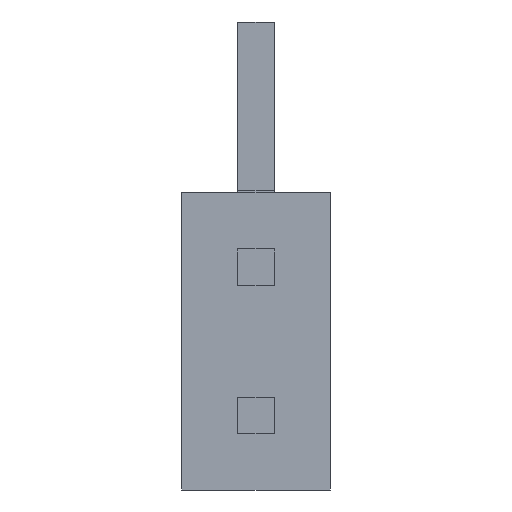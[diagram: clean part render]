
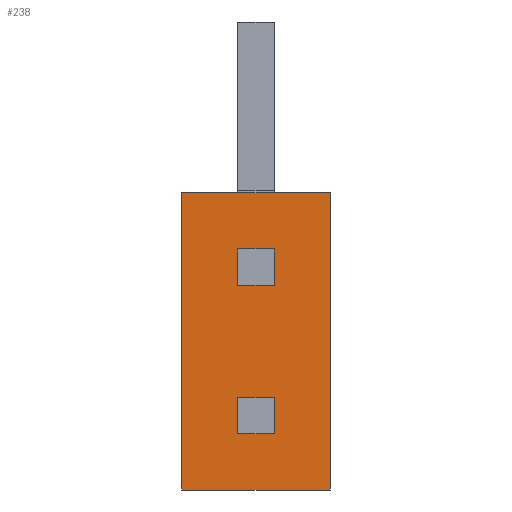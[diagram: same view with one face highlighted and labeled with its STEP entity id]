
A CAD part, front view. The second image highlights one B-rep face of the part: STEP entity #238.
In plain terms, the highlighted planar face has unit normal (0, -1, 0).
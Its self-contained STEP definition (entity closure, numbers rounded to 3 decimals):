
#238=ADVANCED_FACE('',(#530,#532,#534),#536,.T.);
#530=FACE_BOUND('',#531,.T.);
#531=EDGE_LOOP('',(#746,#747,#748,#749));
#532=FACE_BOUND('',#533,.T.);
#533=EDGE_LOOP('',(#750,#751,#752,#753));
#534=FACE_BOUND('',#535,.T.);
#535=EDGE_LOOP('',(#754,#755,#756,#757));
#536=PLANE('',#537);
#537=AXIS2_PLACEMENT_3D('',#538,#539,#540);
#538=CARTESIAN_POINT('',(0.,-7.35,-8.));
#539=DIRECTION('',(0.,-1.,0.));
#540=DIRECTION('',(0.,0.,1.));
#746=ORIENTED_EDGE('',*,*,#852,.T.);
#747=ORIENTED_EDGE('',*,*,#859,.T.);
#748=ORIENTED_EDGE('',*,*,#858,.F.);
#749=ORIENTED_EDGE('',*,*,#855,.F.);
#750=ORIENTED_EDGE('',*,*,#876,.T.);
#751=ORIENTED_EDGE('',*,*,#877,.F.);
#752=ORIENTED_EDGE('',*,*,#878,.F.);
#753=ORIENTED_EDGE('',*,*,#879,.T.);
#754=ORIENTED_EDGE('',*,*,#880,.F.);
#755=ORIENTED_EDGE('',*,*,#881,.T.);
#756=ORIENTED_EDGE('',*,*,#882,.T.);
#757=ORIENTED_EDGE('',*,*,#883,.F.);
#852=EDGE_CURVE('',#964,#965,#966,.T.);
#855=EDGE_CURVE('',#964,#969,#970,.T.);
#858=EDGE_CURVE('',#969,#972,#974,.T.);
#859=EDGE_CURVE('',#965,#972,#975,.T.);
#876=EDGE_CURVE('',#1004,#1005,#1006,.T.);
#877=EDGE_CURVE('',#1007,#1005,#1008,.T.);
#878=EDGE_CURVE('',#1009,#1007,#1010,.T.);
#879=EDGE_CURVE('',#1009,#1004,#1011,.T.);
#880=EDGE_CURVE('',#1012,#1013,#1014,.T.);
#881=EDGE_CURVE('',#1012,#1015,#1016,.T.);
#882=EDGE_CURVE('',#1015,#1017,#1018,.T.);
#883=EDGE_CURVE('',#1013,#1017,#1019,.T.);
#964=VERTEX_POINT('',#1182);
#965=VERTEX_POINT('',#1183);
#966=LINE('',#1184,#1185);
#969=VERTEX_POINT('',#1193);
#970=LINE('',#1194,#1195);
#972=VERTEX_POINT('',#1200);
#974=LINE('',#1204,#1205);
#975=LINE('',#1207,#1208);
#1004=VERTEX_POINT('',#1274);
#1005=VERTEX_POINT('',#1275);
#1006=LINE('',#1276,#1277);
#1007=VERTEX_POINT('',#1279);
#1008=LINE('',#1280,#1281);
#1009=VERTEX_POINT('',#1283);
#1010=LINE('',#1284,#1285);
#1011=LINE('',#1287,#1288);
#1012=VERTEX_POINT('',#1290);
#1013=VERTEX_POINT('',#1291);
#1014=LINE('',#1292,#1293);
#1015=VERTEX_POINT('',#1295);
#1016=LINE('',#1296,#1297);
#1017=VERTEX_POINT('',#1299);
#1018=LINE('',#1300,#1301);
#1019=LINE('',#1303,#1304);
#1182=CARTESIAN_POINT('',(0.,-7.35,-8.));
#1183=CARTESIAN_POINT('',(0.,-7.35,-2.92));
#1184=CARTESIAN_POINT('',(0.,-7.35,-8.));
#1185=VECTOR('',#1186,1.);
#1186=DIRECTION('',(0.,0.,1.));
#1193=CARTESIAN_POINT('',(-2.54,-7.35,-8.));
#1194=CARTESIAN_POINT('',(0.,-7.35,-8.));
#1195=VECTOR('',#1196,1.);
#1196=DIRECTION('',(-1.,0.,0.));
#1200=CARTESIAN_POINT('',(-2.54,-7.35,-2.92));
#1204=CARTESIAN_POINT('',(-2.54,-7.35,-8.));
#1205=VECTOR('',#1206,1.);
#1206=DIRECTION('',(0.,0.,1.));
#1207=CARTESIAN_POINT('',(0.,-7.35,-2.92));
#1208=VECTOR('',#1209,1.);
#1209=DIRECTION('',(-1.,0.,0.));
#1274=CARTESIAN_POINT('',(-0.96,-7.35,-7.04));
#1275=CARTESIAN_POINT('',(-1.58,-7.35,-7.04));
#1276=CARTESIAN_POINT('',(-0.96,-7.35,-7.04));
#1277=VECTOR('',#1278,1.);
#1278=DIRECTION('',(-1.,0.,0.));
#1279=CARTESIAN_POINT('',(-1.58,-7.35,-6.42));
#1280=CARTESIAN_POINT('',(-1.58,-7.35,-6.42));
#1281=VECTOR('',#1282,1.);
#1282=DIRECTION('',(0.,0.,-1.));
#1283=CARTESIAN_POINT('',(-0.96,-7.35,-6.42));
#1284=CARTESIAN_POINT('',(-0.96,-7.35,-6.42));
#1285=VECTOR('',#1286,1.);
#1286=DIRECTION('',(-1.,0.,0.));
#1287=CARTESIAN_POINT('',(-0.96,-7.35,-6.42));
#1288=VECTOR('',#1289,1.);
#1289=DIRECTION('',(0.,0.,-1.));
#1290=CARTESIAN_POINT('',(-0.96,-7.35,-3.88));
#1291=CARTESIAN_POINT('',(-1.58,-7.35,-3.88));
#1292=CARTESIAN_POINT('',(-0.96,-7.35,-3.88));
#1293=VECTOR('',#1294,1.);
#1294=DIRECTION('',(-1.,0.,0.));
#1295=CARTESIAN_POINT('',(-0.96,-7.35,-4.5));
#1296=CARTESIAN_POINT('',(-0.96,-7.35,-3.88));
#1297=VECTOR('',#1298,1.);
#1298=DIRECTION('',(0.,0.,-1.));
#1299=CARTESIAN_POINT('',(-1.58,-7.35,-4.5));
#1300=CARTESIAN_POINT('',(-0.96,-7.35,-4.5));
#1301=VECTOR('',#1302,1.);
#1302=DIRECTION('',(-1.,0.,0.));
#1303=CARTESIAN_POINT('',(-1.58,-7.35,-3.88));
#1304=VECTOR('',#1305,1.);
#1305=DIRECTION('',(0.,0.,-1.));
